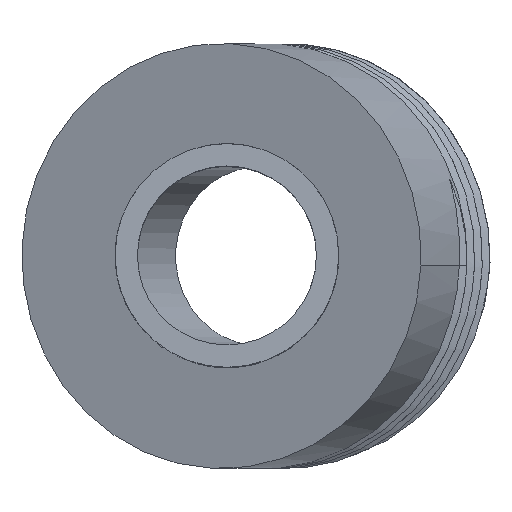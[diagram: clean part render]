
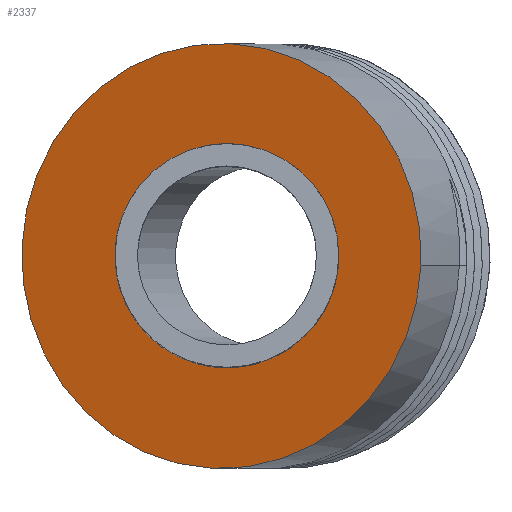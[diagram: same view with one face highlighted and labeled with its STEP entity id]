
A CAD part, top view. The second image highlights one B-rep face of the part: STEP entity #2337.
In plain terms, the highlighted face is planar.
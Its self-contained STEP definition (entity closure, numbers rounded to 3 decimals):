
#6 = VERTEX_POINT ( 'NONE', #489 ) ;
#7 = DIRECTION ( 'NONE',  ( 0., 0., 1. ) ) ;
#182 = CARTESIAN_POINT ( 'NONE',  ( 19., 0., 20. ) ) ;
#221 = LINE ( 'NONE', #874, #1289 ) ;
#283 = PLANE ( 'NONE',  #2260 ) ;
#312 = CARTESIAN_POINT ( 'NONE',  ( 0., 0., 20. ) ) ;
#385 = DIRECTION ( 'NONE',  ( 0., 0., 1. ) ) ;
#453 = CARTESIAN_POINT ( 'NONE',  ( 0.872, -7.952, 20. ) ) ;
#467 = DIRECTION ( 'NONE',  ( 1., 0., 0. ) ) ;
#489 = CARTESIAN_POINT ( 'NONE',  ( -19., 0., 20. ) ) ;
#515 = AXIS2_PLACEMENT_3D ( 'NONE', #1379, #7, #467 ) ;
#668 = ORIENTED_EDGE ( 'NONE', *, *, #1636, .T. ) ;
#768 = ORIENTED_EDGE ( 'NONE', *, *, #1440, .F. ) ;
#790 = CARTESIAN_POINT ( 'NONE',  ( 0., 0., 20. ) ) ;
#825 = ORIENTED_EDGE ( 'NONE', *, *, #1668, .F. ) ;
#848 = LINE ( 'NONE', #2126, #1021 ) ;
#860 = EDGE_CURVE ( 'NONE', #6, #2826, #938, .T. ) ;
#874 = CARTESIAN_POINT ( 'NONE',  ( 0.513, 0.023, 20. ) ) ;
#938 = CIRCLE ( 'NONE', #1631, 19. ) ;
#953 = ORIENTED_EDGE ( 'NONE', *, *, #860, .T. ) ;
#985 = CARTESIAN_POINT ( 'NONE',  ( 0.872, -7.969, 20. ) ) ;
#1000 = DIRECTION ( 'NONE',  ( 0., 0., 1. ) ) ;
#1021 = VECTOR ( 'NONE', #2597, 1000. ) ;
#1191 = EDGE_LOOP ( 'NONE', ( #2329, #825, #2692, #2277, #768 ) ) ;
#1204 = DIRECTION ( 'NONE',  ( 1., 0., 0. ) ) ;
#1277 = CARTESIAN_POINT ( 'NONE',  ( 0.154, 7.999, 20. ) ) ;
#1289 = VECTOR ( 'NONE', #1534, 1000. ) ;
#1360 = FACE_OUTER_BOUND ( 'NONE', #2032, .T. ) ;
#1375 = DIRECTION ( 'NONE',  ( 0., 0., 1. ) ) ;
#1379 = CARTESIAN_POINT ( 'NONE',  ( 1.01, 0.045, 20. ) ) ;
#1411 = CARTESIAN_POINT ( 'NONE',  ( 0., 0., 20. ) ) ;
#1423 = VERTEX_POINT ( 'NONE', #2334 ) ;
#1431 = AXIS2_PLACEMENT_3D ( 'NONE', #2144, #385, #2386 ) ;
#1440 = EDGE_CURVE ( 'NONE', #2048, #1737, #2353, .T. ) ;
#1485 = VERTEX_POINT ( 'NONE', #985 ) ;
#1534 = DIRECTION ( 'NONE',  ( 0.045, -0.999, 0. ) ) ;
#1631 = AXIS2_PLACEMENT_3D ( 'NONE', #790, #2700, #1204 ) ;
#1636 = EDGE_CURVE ( 'NONE', #2826, #6, #2209, .T. ) ;
#1644 = DIRECTION ( 'NONE',  ( 1., 0., 0. ) ) ;
#1668 = EDGE_CURVE ( 'NONE', #2663, #1423, #2124, .T. ) ;
#1737 = VERTEX_POINT ( 'NONE', #453 ) ;
#1773 = EDGE_CURVE ( 'NONE', #1485, #2663, #2624, .T. ) ;
#1928 = CARTESIAN_POINT ( 'NONE',  ( 1.01, 0.045, 20. ) ) ;
#1955 = DIRECTION ( 'NONE',  ( 0., 0., 1. ) ) ;
#2032 = EDGE_LOOP ( 'NONE', ( #953, #668 ) ) ;
#2048 = VERTEX_POINT ( 'NONE', #1277 ) ;
#2124 = CIRCLE ( 'NONE', #2763, 8.015 ) ;
#2126 = CARTESIAN_POINT ( 'NONE',  ( 0.513, 0.023, 20. ) ) ;
#2144 = CARTESIAN_POINT ( 'NONE',  ( 0., 0., 20. ) ) ;
#2168 = DIRECTION ( 'NONE',  ( 1., 0., 0. ) ) ;
#2209 = CIRCLE ( 'NONE', #1431, 19. ) ;
#2249 = EDGE_CURVE ( 'NONE', #1423, #2048, #221, .T. ) ;
#2260 = AXIS2_PLACEMENT_3D ( 'NONE', #312, #1375, #2511 ) ;
#2277 = ORIENTED_EDGE ( 'NONE', *, *, #2493, .F. ) ;
#2329 = ORIENTED_EDGE ( 'NONE', *, *, #2249, .F. ) ;
#2334 = CARTESIAN_POINT ( 'NONE',  ( 0.153, 8.015, 20. ) ) ;
#2337 = ADVANCED_FACE ( 'NONE', ( #2453, #1360 ), #283, .T. ) ;
#2353 = CIRCLE ( 'NONE', #2765, 8. ) ;
#2386 = DIRECTION ( 'NONE',  ( 1., 0., 0. ) ) ;
#2453 = FACE_BOUND ( 'NONE', #1191, .T. ) ;
#2493 = EDGE_CURVE ( 'NONE', #1737, #1485, #848, .T. ) ;
#2511 = DIRECTION ( 'NONE',  ( 1., 0., 0. ) ) ;
#2597 = DIRECTION ( 'NONE',  ( 0.045, -0.999, 0. ) ) ;
#2624 = CIRCLE ( 'NONE', #515, 8.015 ) ;
#2663 = VERTEX_POINT ( 'NONE', #2677 ) ;
#2677 = CARTESIAN_POINT ( 'NONE',  ( 9.018, 0.406, 20. ) ) ;
#2692 = ORIENTED_EDGE ( 'NONE', *, *, #1773, .F. ) ;
#2700 = DIRECTION ( 'NONE',  ( 0., 0., 1. ) ) ;
#2763 = AXIS2_PLACEMENT_3D ( 'NONE', #1928, #1955, #2168 ) ;
#2765 = AXIS2_PLACEMENT_3D ( 'NONE', #1411, #1000, #1644 ) ;
#2826 = VERTEX_POINT ( 'NONE', #182 ) ;
